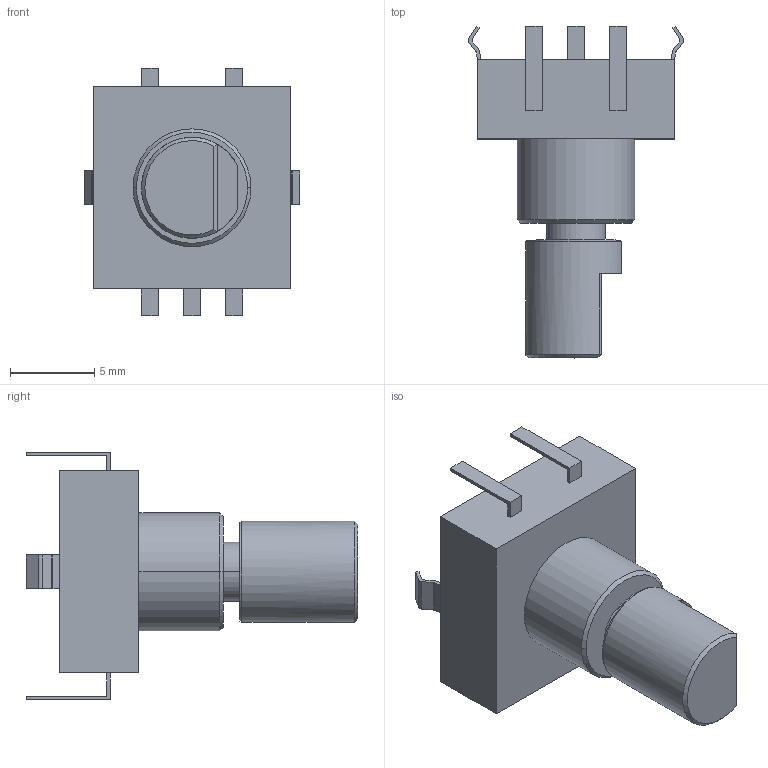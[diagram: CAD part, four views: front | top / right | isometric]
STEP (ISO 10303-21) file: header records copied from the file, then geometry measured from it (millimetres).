
FILE_DESCRIPTION(('FreeCAD Model'),'2;1');
FILE_NAME('Encoder_EC11S-H6.5B1-16F8-20P_11.7x12x22.5mm.step','2018-11-23T14:29:40',( 'Author'),(''),'Open CASCADE STEP processor 7.2','FreeCAD','Unknown' );
FILE_SCHEMA(('AUTOMOTIVE_DESIGN { 1 0 10303 214 1 1 1 1 }'));
Length unit declared in the file: millimetre
Products named in the file (1): pcba_asm000
Bounding box: 12.82 x 19.7 x 14.7 mm (x, y, z)
Volume: 1038.3 mm3; surface area: 2632.9 mm2
Topology: 3 solids, 95 shells, 267 faces, 2200 edges, 6012 vertices
Faces by surface type: bspline 210, revolution 57
Entity records: 42315 total; most frequent: CARTESIAN_POINT 13579, DIRECTION 3834, LINE 3035, VECTOR 3035, GEOMETRIC_CURVE_SET 1321, ORIENTED_EDGE 1320, PCURVE 1320, DEFINITIONAL_REPRESENTATION 1320
